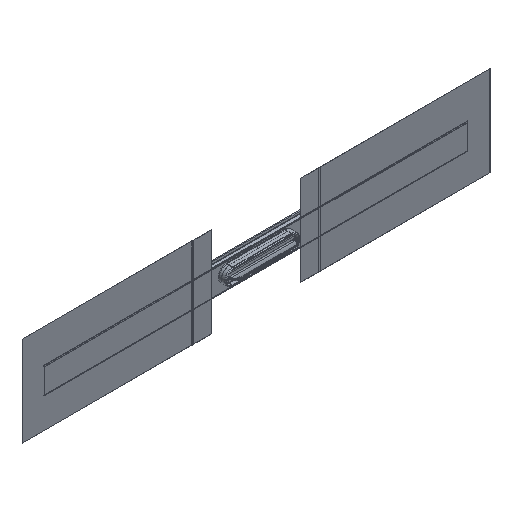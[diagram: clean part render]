
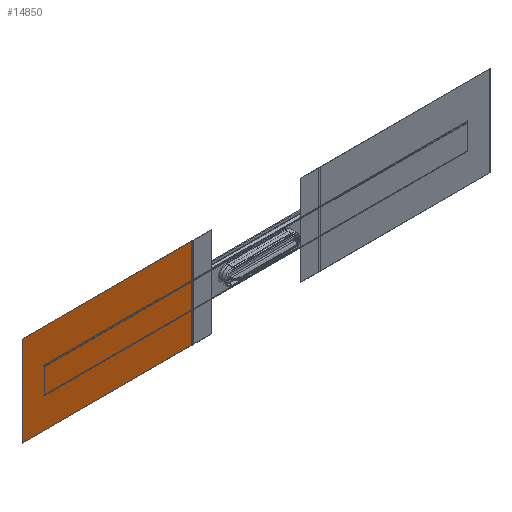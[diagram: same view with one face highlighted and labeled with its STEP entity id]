
A CAD part, isometric view. The second image highlights one B-rep face of the part: STEP entity #14850.
In plain terms, the highlighted planar face has unit normal (0, -1, 0).
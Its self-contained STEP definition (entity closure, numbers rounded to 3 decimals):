
#14811=CARTESIAN_POINT('Axis2P3D Location',(0.,0.,0.)) ;
#14816=CARTESIAN_POINT('Line Origine',(-55.,0.,0.)) ;
#14820=CARTESIAN_POINT('Vertex',(-55.,0.,126.535)) ;
#14822=CARTESIAN_POINT('Vertex',(-55.,0.,-126.535)) ;
#14825=CARTESIAN_POINT('Line Origine',(-293.5,0.,126.535)) ;
#14829=CARTESIAN_POINT('Vertex',(-532.,0.,126.535)) ;
#14832=CARTESIAN_POINT('Line Origine',(-532.,0.,0.)) ;
#14836=CARTESIAN_POINT('Vertex',(-532.,0.,-126.535)) ;
#14839=CARTESIAN_POINT('Line Origine',(-293.5,0.,-126.535)) ;
#14818=VECTOR('Line Direction',#14817,1.) ;
#14827=VECTOR('Line Direction',#14826,1.) ;
#14834=VECTOR('Line Direction',#14833,1.) ;
#14841=VECTOR('Line Direction',#14840,1.) ;
#14812=DIRECTION('Axis2P3D Direction',(-0.,1.,0.)) ;
#14813=DIRECTION('Axis2P3D XDirection',(1.,0.,0.)) ;
#14817=DIRECTION('Vector Direction',(0.,0.,-1.)) ;
#14826=DIRECTION('Vector Direction',(1.,0.,0.)) ;
#14833=DIRECTION('Vector Direction',(0.,0.,1.)) ;
#14840=DIRECTION('Vector Direction',(-1.,0.,0.)) ;
#14814=AXIS2_PLACEMENT_3D('Plane Axis2P3D',#14811,#14812,#14813) ;
#14819=LINE('Line',#14816,#14818) ;
#14828=LINE('Line',#14825,#14827) ;
#14835=LINE('Line',#14832,#14834) ;
#14842=LINE('Line',#14839,#14841) ;
#14815=PLANE('',#14814) ;
#14824=EDGE_CURVE('',#14821,#14823,#14819,.T.) ;
#14831=EDGE_CURVE('',#14830,#14821,#14828,.T.) ;
#14838=EDGE_CURVE('',#14837,#14830,#14835,.T.) ;
#14843=EDGE_CURVE('',#14823,#14837,#14842,.T.) ;
#14845=ORIENTED_EDGE('',*,*,#14824,.F.) ;
#14846=ORIENTED_EDGE('',*,*,#14831,.F.) ;
#14847=ORIENTED_EDGE('',*,*,#14838,.F.) ;
#14848=ORIENTED_EDGE('',*,*,#14843,.F.) ;
#14844=EDGE_LOOP('',(#14845,#14846,#14847,#14848)) ;
#14821=VERTEX_POINT('',#14820) ;
#14823=VERTEX_POINT('',#14822) ;
#14830=VERTEX_POINT('',#14829) ;
#14837=VERTEX_POINT('',#14836) ;
#14850=ADVANCED_FACE('Hauptk\X2\00F6\X0\rper',(#14849),#14815,.F.) ;
#14849=FACE_OUTER_BOUND('',#14844,.T.) ;
